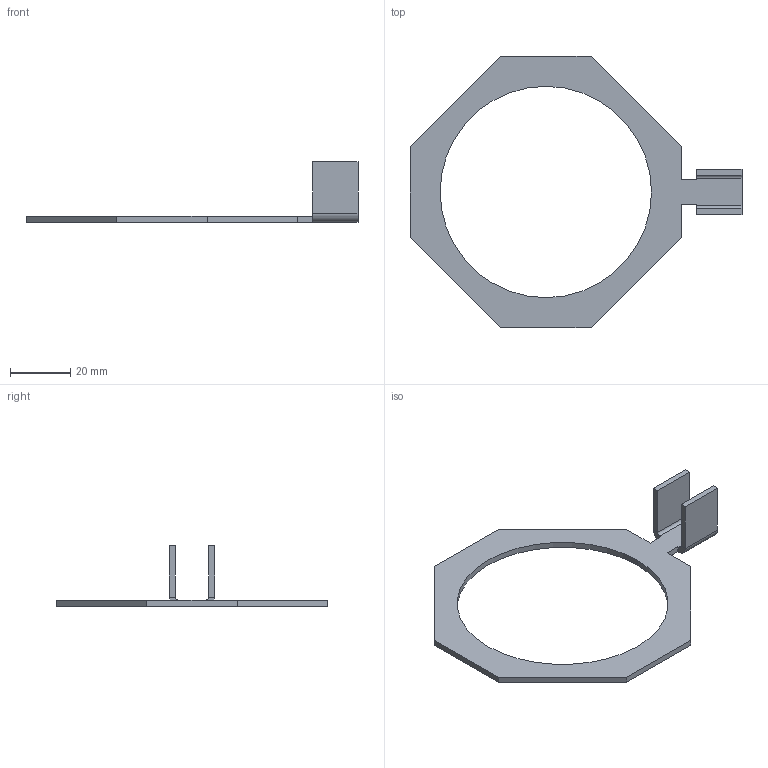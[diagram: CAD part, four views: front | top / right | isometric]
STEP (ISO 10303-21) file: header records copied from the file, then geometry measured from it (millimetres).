
FILE_DESCRIPTION (( 'STEP AP214' ), '1' );
FILE_NAME ('anneau_porte_verre1.step', '2016-11-18T20:41:11', ( '' ), ( '' ), 'SwSTEP 2.0', 'SolidWorks 2015', '' );
FILE_SCHEMA (( 'AUTOMOTIVE_DESIGN' ));
Length unit declared in the file: millimetre
Products named in the file (1): anneau_porte_verre1
Bounding box: 110 x 90 x 20 mm (x, y, z)
Volume: 6461.6 mm3; surface area: 7726 mm2
Topology: 1 solids, 1 shells, 36 faces, 86 edges, 52 vertices
Faces by surface type: plane 30, cylinder 6
Entity records: 1052 total; most frequent: CARTESIAN_POINT 175, ORIENTED_EDGE 172, DIRECTION 172, EDGE_CURVE 86, LINE 74, VECTOR 74, VERTEX_POINT 52, AXIS2_PLACEMENT_3D 49
